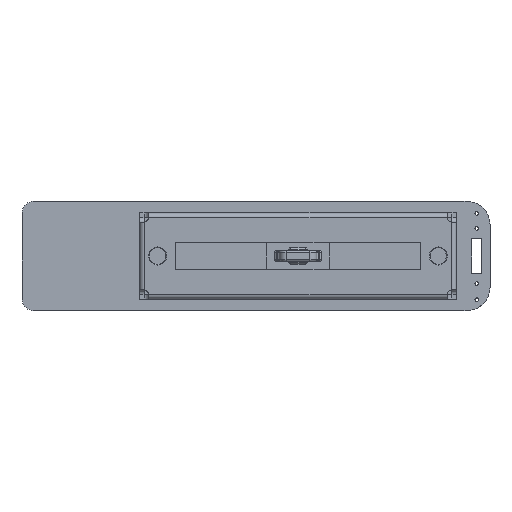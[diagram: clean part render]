
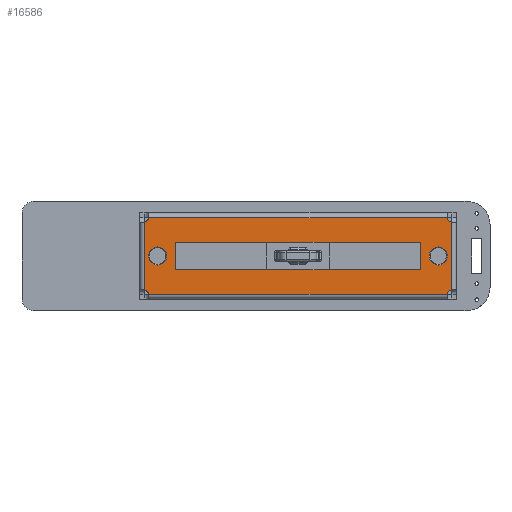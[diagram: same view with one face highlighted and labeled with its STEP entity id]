
A CAD part, top view. The second image highlights one B-rep face of the part: STEP entity #16586.
In plain terms, the highlighted planar face has unit normal (0, 0, 1).
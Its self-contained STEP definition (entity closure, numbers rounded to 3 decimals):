
#200=FACE_BOUND('',#2598,.T.);
#201=FACE_BOUND('',#2599,.T.);
#202=FACE_BOUND('',#2600,.T.);
#806=PLANE('',#17890);
#1665=FACE_OUTER_BOUND('',#2597,.T.);
#2597=EDGE_LOOP('',(#14298,#14299,#14300,#14301,#14302,#14303,#14304,#14305));
#2598=EDGE_LOOP('',(#14306,#14307,#14308,#14309));
#2599=EDGE_LOOP('',(#14310));
#2600=EDGE_LOOP('',(#14311));
#4231=LINE('',#26536,#6143);
#4305=LINE('',#26717,#6217);
#4346=LINE('',#26804,#6258);
#4347=LINE('',#26807,#6259);
#4348=LINE('',#26809,#6260);
#4349=LINE('',#26813,#6261);
#4350=LINE('',#26816,#6262);
#4351=LINE('',#26817,#6263);
#6143=VECTOR('',#21511,25.4);
#6217=VECTOR('',#21683,25.4);
#6258=VECTOR('',#21758,25.4);
#6259=VECTOR('',#21761,25.4);
#6260=VECTOR('',#21762,25.4);
#6261=VECTOR('',#21765,25.4);
#6262=VECTOR('',#21768,25.4);
#6263=VECTOR('',#21769,25.4);
#6840=CIRCLE('',#17830,1.);
#6848=CIRCLE('',#17864,0.5);
#6850=CIRCLE('',#17869,0.5);
#6855=CIRCLE('',#17891,0.5);
#6856=CIRCLE('',#17892,0.5);
#6857=CIRCLE('',#17893,1.);
#8027=VERTEX_POINT('',#26533);
#8028=VERTEX_POINT('',#26535);
#8033=VERTEX_POINT('',#26549);
#8083=VERTEX_POINT('',#26701);
#8084=VERTEX_POINT('',#26709);
#8085=VERTEX_POINT('',#26715);
#8086=VERTEX_POINT('',#26716);
#8115=VERTEX_POINT('',#26802);
#8116=VERTEX_POINT('',#26806);
#8117=VERTEX_POINT('',#26808);
#8118=VERTEX_POINT('',#26810);
#8119=VERTEX_POINT('',#26812);
#8120=VERTEX_POINT('',#26815);
#8121=VERTEX_POINT('',#26818);
#10095=EDGE_CURVE('',#8027,#8028,#4231,.T.);
#10103=EDGE_CURVE('',#8033,#8033,#6840,.T.);
#10179=EDGE_CURVE('',#8027,#8083,#6848,.T.);
#10182=EDGE_CURVE('',#8084,#8028,#6850,.T.);
#10185=EDGE_CURVE('',#8085,#8086,#4305,.T.);
#10229=EDGE_CURVE('',#8115,#8085,#4346,.T.);
#10230=EDGE_CURVE('',#8084,#8116,#4347,.T.);
#10231=EDGE_CURVE('',#8117,#8083,#4348,.T.);
#10232=EDGE_CURVE('',#8117,#8118,#6855,.T.);
#10233=EDGE_CURVE('',#8119,#8118,#4349,.T.);
#10234=EDGE_CURVE('',#8119,#8116,#6856,.T.);
#10235=EDGE_CURVE('',#8120,#8115,#4350,.T.);
#10236=EDGE_CURVE('',#8086,#8120,#4351,.T.);
#10237=EDGE_CURVE('',#8121,#8121,#6857,.T.);
#14298=ORIENTED_EDGE('',*,*,#10230,.F.);
#14299=ORIENTED_EDGE('',*,*,#10182,.T.);
#14300=ORIENTED_EDGE('',*,*,#10095,.F.);
#14301=ORIENTED_EDGE('',*,*,#10179,.T.);
#14302=ORIENTED_EDGE('',*,*,#10231,.F.);
#14303=ORIENTED_EDGE('',*,*,#10232,.T.);
#14304=ORIENTED_EDGE('',*,*,#10233,.F.);
#14305=ORIENTED_EDGE('',*,*,#10234,.T.);
#14306=ORIENTED_EDGE('',*,*,#10229,.F.);
#14307=ORIENTED_EDGE('',*,*,#10235,.F.);
#14308=ORIENTED_EDGE('',*,*,#10236,.F.);
#14309=ORIENTED_EDGE('',*,*,#10185,.F.);
#14310=ORIENTED_EDGE('',*,*,#10103,.F.);
#14311=ORIENTED_EDGE('',*,*,#10237,.F.);
#16586=ADVANCED_FACE('',(#1665,#200,#201,#202),#806,.T.);
#17830=AXIS2_PLACEMENT_3D('',#26551,#21527,#21528);
#17864=AXIS2_PLACEMENT_3D('',#26703,#21663,#21664);
#17869=AXIS2_PLACEMENT_3D('',#26710,#21674,#21675);
#17890=AXIS2_PLACEMENT_3D('',#26805,#21759,#21760);
#17891=AXIS2_PLACEMENT_3D('',#26811,#21763,#21764);
#17892=AXIS2_PLACEMENT_3D('',#26814,#21766,#21767);
#17893=AXIS2_PLACEMENT_3D('',#26819,#21770,#21771);
#21511=DIRECTION('',(0.,-1.,0.));
#21527=DIRECTION('center_axis',(0.,0.,
1.));
#21528=DIRECTION('ref_axis',(1.,0.,0.));
#21663=DIRECTION('center_axis',(0.,0.,
-1.));
#21664=DIRECTION('ref_axis',(0.,-1.,0.));
#21674=DIRECTION('center_axis',(0.,0.,
-1.));
#21675=DIRECTION('ref_axis',(0.,1.,0.));
#21683=DIRECTION('',(0.,1.,0.));
#21758=DIRECTION('',(1.,0.,0.));
#21759=DIRECTION('center_axis',(0.,0.,
1.));
#21760=DIRECTION('ref_axis',(1.,0.,0.));
#21761=DIRECTION('',(-1.,0.,0.));
#21762=DIRECTION('',(1.,0.,0.));
#21763=DIRECTION('center_axis',(0.,0.,
-1.));
#21764=DIRECTION('ref_axis',(0.,-1.,0.));
#21765=DIRECTION('',(0.,1.,0.));
#21766=DIRECTION('center_axis',(0.,0.,
-1.));
#21767=DIRECTION('ref_axis',(0.,1.,0.));
#21768=DIRECTION('',(0.,-1.,0.));
#21769=DIRECTION('',(-1.,0.,0.));
#21770=DIRECTION('center_axis',(0.,0.,
1.));
#21771=DIRECTION('ref_axis',(1.,0.,0.));
#26533=CARTESIAN_POINT('',(17.,3.762,6.5));
#26535=CARTESIAN_POINT('',(17.,-3.738,6.5));
#26536=CARTESIAN_POINT('',(17.,2.137,6.5));
#26549=CARTESIAN_POINT('',(14.5,0.012,6.5));
#26551=CARTESIAN_POINT('Origin',(15.5,0.012,6.5));
#26701=CARTESIAN_POINT('',(16.5,4.262,6.5));
#26703=CARTESIAN_POINT('Origin',(17.,4.262,6.5));
#26709=CARTESIAN_POINT('',(16.5,-4.238,6.5));
#26710=CARTESIAN_POINT('Origin',(17.,-4.238,6.5));
#26715=CARTESIAN_POINT('',(13.5,-1.488,6.5));
#26716=CARTESIAN_POINT('',(13.5,1.512,6.5));
#26717=CARTESIAN_POINT('',(13.5,1.512,6.5));
#26802=CARTESIAN_POINT('',(-13.5,-1.488,6.5));
#26804=CARTESIAN_POINT('',(8.5,-1.488,6.5));
#26805=CARTESIAN_POINT('Origin',(10.,4.262,6.5));
#26806=CARTESIAN_POINT('',(-16.5,-4.238,6.5));
#26807=CARTESIAN_POINT('',(5.,-4.238,6.5));
#26808=CARTESIAN_POINT('',(-16.5,4.262,6.5));
#26809=CARTESIAN_POINT('',(0.021,4.262,6.5));
#26810=CARTESIAN_POINT('',(-17.,3.762,6.5));
#26811=CARTESIAN_POINT('Origin',(-17.,4.262,6.5));
#26812=CARTESIAN_POINT('',(-17.,-3.738,6.5));
#26813=CARTESIAN_POINT('',(-17.,2.137,6.5));
#26814=CARTESIAN_POINT('Origin',(-17.,-4.238,6.5));
#26815=CARTESIAN_POINT('',(-13.5,1.512,6.5));
#26816=CARTESIAN_POINT('',(-13.5,-1.488,6.5));
#26817=CARTESIAN_POINT('',(-23.5,1.512,6.5));
#26818=CARTESIAN_POINT('',(-16.5,0.012,6.5));
#26819=CARTESIAN_POINT('Origin',(-15.5,0.012,6.5));
